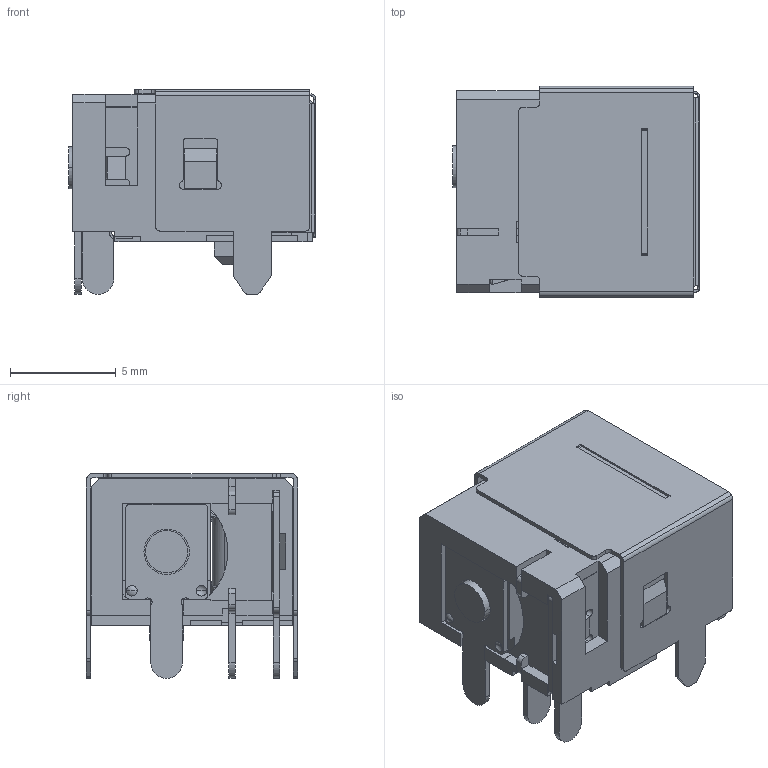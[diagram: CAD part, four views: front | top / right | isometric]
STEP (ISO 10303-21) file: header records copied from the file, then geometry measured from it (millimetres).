
FILE_DESCRIPTION (( 'STEP AP214' ), '1' );
FILE_NAME ('CUI_DEVICES_PJ-083BH.step', '2024-02-15T17:24:14', ( '' ), ( '' ), 'SwSTEP 2.0', 'SolidWorks 2023', '' );
FILE_SCHEMA (( 'AUTOMOTIVE_DESIGN' ));
Length unit declared in the file: millimetre
Products named in the file (1): CUI_DEVICES_PJ-083BH
Bounding box: 11.7 x 10 x 9.7 mm (x, y, z)
Volume: 553.8 mm3; surface area: 1610.4 mm2
Topology: 2 solids, 4 shells, 561 faces, 1561 edges, 1019 vertices
Faces by surface type: plane 332, cylinder 165, bspline 36, cone 18, sphere 10
Entity records: 19049 total; most frequent: CARTESIAN_POINT 4919, ORIENTED_EDGE 3116, DIRECTION 2714, EDGE_CURVE 1558, VERTEX_POINT 1017, LINE 1008, VECTOR 1008, AXIS2_PLACEMENT_3D 853
